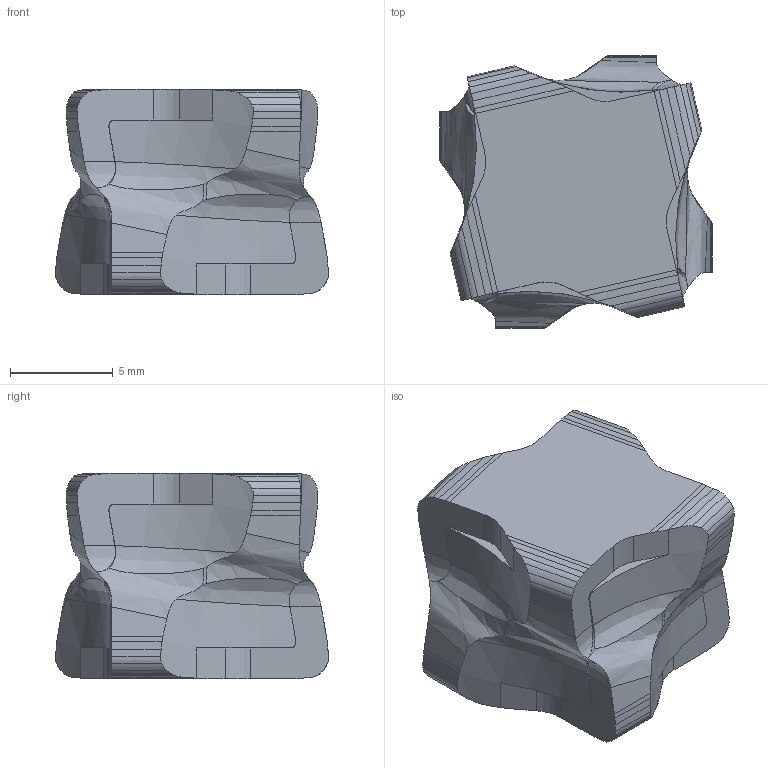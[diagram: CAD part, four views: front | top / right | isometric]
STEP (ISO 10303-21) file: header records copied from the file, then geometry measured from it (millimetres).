
FILE_DESCRIPTION(/* description */ (''),/* implementation_level */ '2;1');
FILE_NAME(/* name */ 'aaa316666_b.stp',/* time_stamp */ '2018-05-22T16:48:39+02:00',/* author */ (''),/* organization */ ('SMS'),/* preprocessor_version */ 'ST-DEVELOPER v15',/* originating_system */ 'SIEMENS PLM Software NX 8.5',/* authorisation */ '');
FILE_SCHEMA (('AUTOMOTIVE_DESIGN { 1 0 10303 214 3 1 1 1 }'));
Length unit declared in the file: millimetre
Products named in the file (1): AAA316666_B
Bounding box: 13.28 x 13.28 x 10 mm (x, y, z)
Volume: 1079.8 mm3; surface area: 662.5 mm2
Topology: 1 solids, 1 shells, 190 faces, 553 edges, 367 vertices
Faces by surface type: extrusion 96, plane 50, cylinder 32, bspline 12
Entity records: 10719 total; most frequent: CARTESIAN_POINT 6234, ORIENTED_EDGE 1104, DIRECTION 578, EDGE_CURVE 552, B_SPLINE_CURVE_WITH_KNOTS 375, VERTEX_POINT 364, VECTOR 312, LINE 216
